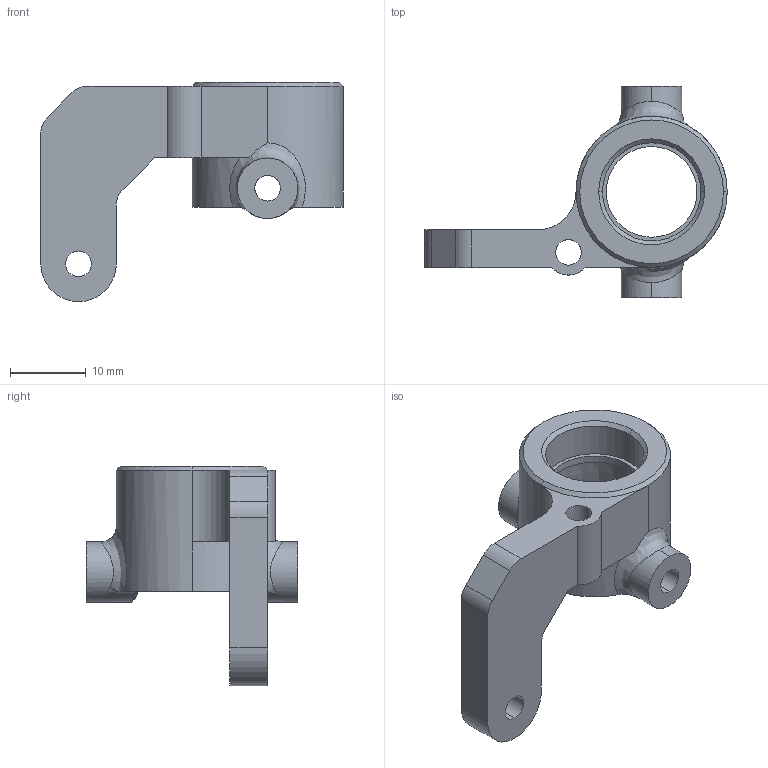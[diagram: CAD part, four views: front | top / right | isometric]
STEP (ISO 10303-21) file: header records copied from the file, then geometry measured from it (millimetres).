
FILE_DESCRIPTION (( 'STEP AP203' ), '1' );
FILE_NAME ('Fusée avd EB48SL.STEP', '2023-05-30T07:36:15', ( '' ), ( '' ), 'SwSTEP 2.0', 'SolidWorks 2015', '' );
FILE_SCHEMA (( 'CONFIG_CONTROL_DESIGN' ));
Length unit declared in the file: millimetre
Products named in the file (1): Fusée avd EB48SL
Bounding box: 40 x 28 x 29 mm (x, y, z)
Volume: 5154.1 mm3; surface area: 3693.2 mm2
Topology: 1 solids, 1 shells, 65 faces, 167 edges, 105 vertices
Faces by surface type: cylinder 32, plane 16, cone 9, bspline 8
Entity records: 3392 total; most frequent: CARTESIAN_POINT 1775, ORIENTED_EDGE 334, DIRECTION 301, EDGE_CURVE 167, AXIS2_PLACEMENT_3D 119, VERTEX_POINT 105, EDGE_LOOP 76, FACE_OUTER_BOUND 65
